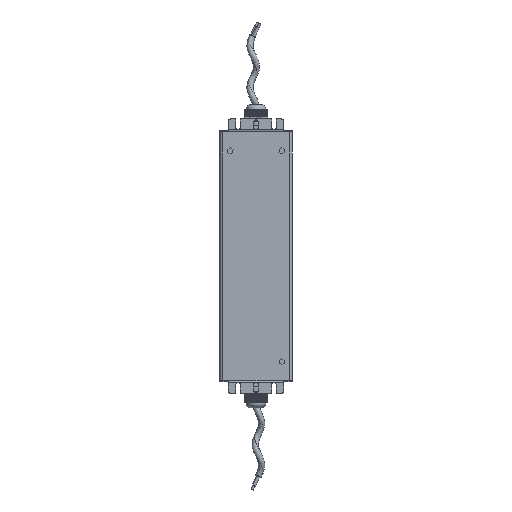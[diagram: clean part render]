
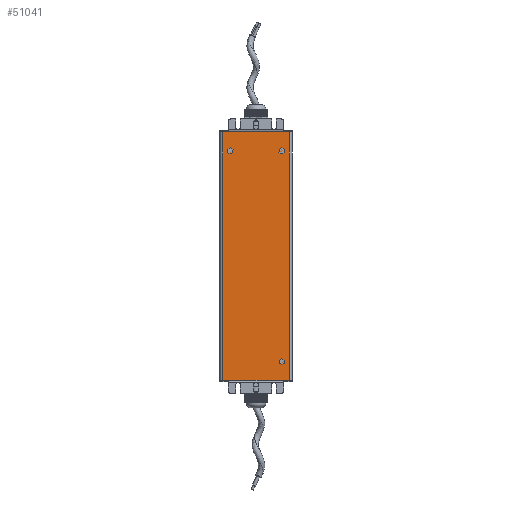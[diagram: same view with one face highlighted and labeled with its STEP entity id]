
A CAD part, front view. The second image highlights one B-rep face of the part: STEP entity #51041.
In plain terms, the highlighted planar face has unit normal (0, -1, 0).
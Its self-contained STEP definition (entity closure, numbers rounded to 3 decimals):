
#495 = VECTOR ( 'NONE', #25633, 1000. ) ;
#2772 = VERTEX_POINT ( 'NONE', #56216 ) ;
#6519 = EDGE_CURVE ( 'NONE', #2772, #14687, #30606, .T. ) ;
#6898 = LINE ( 'NONE', #10897, #495 ) ;
#7471 = DIRECTION ( 'NONE',  ( 1., 0., 0. ) ) ;
#10897 = CARTESIAN_POINT ( 'NONE',  ( -31.5, 0., 237. ) ) ;
#11994 = AXIS2_PLACEMENT_3D ( 'NONE', #35917, #36495, #50503 ) ;
#11998 = CARTESIAN_POINT ( 'NONE',  ( 31.5, 0., 0. ) ) ;
#12144 = VECTOR ( 'NONE', #7471, 1000. ) ;
#12818 = FACE_OUTER_BOUND ( 'NONE', #36751, .T. ) ;
#14687 = VERTEX_POINT ( 'NONE', #59482 ) ;
#15783 = VERTEX_POINT ( 'NONE', #44186 ) ;
#15826 = VERTEX_POINT ( 'NONE', #59412 ) ;
#15948 = VECTOR ( 'NONE', #32406, 1000. ) ;
#16701 = ORIENTED_EDGE ( 'NONE', *, *, #23536, .T. ) ;
#22680 = PLANE ( 'NONE',  #11994 ) ;
#22841 = EDGE_CURVE ( 'NONE', #15826, #2772, #40612, .T. ) ;
#23536 = EDGE_CURVE ( 'NONE', #15826, #15783, #6898, .T. ) ;
#25633 = DIRECTION ( 'NONE',  ( 0., 0., -1. ) ) ;
#26970 = ORIENTED_EDGE ( 'NONE', *, *, #6519, .F. ) ;
#27699 = VECTOR ( 'NONE', #30782, 1000. ) ;
#30606 = LINE ( 'NONE', #60188, #15948 ) ;
#30782 = DIRECTION ( 'NONE',  ( 1., 0., 0. ) ) ;
#32406 = DIRECTION ( 'NONE',  ( 0., 0., -1. ) ) ;
#35917 = CARTESIAN_POINT ( 'NONE',  ( 31.5, 0., 237. ) ) ;
#36495 = DIRECTION ( 'NONE',  ( 0., 1., 0. ) ) ;
#36751 = EDGE_LOOP ( 'NONE', ( #53572, #26970, #48797, #16701 ) ) ;
#40240 = LINE ( 'NONE', #11998, #27699 ) ;
#40612 = LINE ( 'NONE', #44848, #12144 ) ;
#44186 = CARTESIAN_POINT ( 'NONE',  ( -31.5, 0., 0. ) ) ;
#44848 = CARTESIAN_POINT ( 'NONE',  ( 31.5, 0., 237. ) ) ;
#45852 = EDGE_CURVE ( 'NONE', #15783, #14687, #40240, .T. ) ;
#48797 = ORIENTED_EDGE ( 'NONE', *, *, #22841, .F. ) ;
#50503 = DIRECTION ( 'NONE',  ( 0., 0., 1. ) ) ;
#51041 = ADVANCED_FACE ( 'NONE', ( #12818 ), #22680, .F. ) ;
#53572 = ORIENTED_EDGE ( 'NONE', *, *, #45852, .T. ) ;
#56216 = CARTESIAN_POINT ( 'NONE',  ( 31.5, 0., 237. ) ) ;
#59412 = CARTESIAN_POINT ( 'NONE',  ( -31.5, 0., 237. ) ) ;
#59482 = CARTESIAN_POINT ( 'NONE',  ( 31.5, 0., 0. ) ) ;
#60188 = CARTESIAN_POINT ( 'NONE',  ( 31.5, 0., 237. ) ) ;
